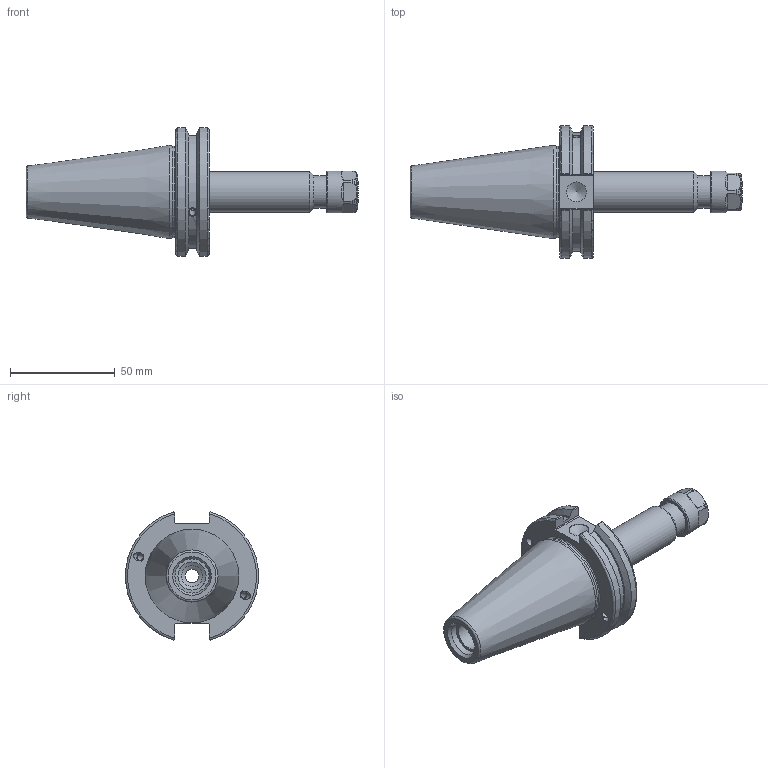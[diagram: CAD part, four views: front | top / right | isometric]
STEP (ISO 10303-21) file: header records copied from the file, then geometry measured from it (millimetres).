
FILE_DESCRIPTION(/* description */ ('','CAx-IF Rec.Pracs.---Representation and Presentation of Product Manufacturing Information (PMI)---4.0---2014-10-13'),/* implementation_level */ '2;1');
FILE_NAME(/* name */ 'TK020.stp',/* time_stamp */ '2025-02-26T10:11:50+09:00',/* author */ ('eos'),/* organization */ (''),/* preprocessor_version */ 'ST-DEVELOPER v20',/* originating_system */ 'Autodesk Inventor 2025',/* authorisation */ '');
FILE_SCHEMA (('AP242_MANAGED_MODEL_BASED_3D_ENGINEERING_MIM_LF { 1 0 10303 442 1 1 4 }'));
Length unit declared in the file: millimetre
Products named in the file (3): LO-CAT40ADB-SKA6-90; CAT50; SKN6-NUT
Assembly tree (2 placements, depth 2):
  LO-CAT40ADB-SKA6-90
    CAT50
    SKN6-NUT
Bounding box: 158.25 x 63.26 x 61.09 mm (x, y, z)
Volume: 116543 mm3; surface area: 28027.3 mm2
Topology: 2 solids, 2 shells, 136 faces, 363 edges, 235 vertices
Faces by surface type: plane 52, cylinder 41, cone 28, torus 15
Full cylindrical faces by diameter (mm): 3.242 x8, 4 x2, 4.2 x2, 6.401 x1, 8.2 x1, 9 x1, 9.525 x1, 10 x2, 13.386 x1, 15.5 x2, 15.8 x2, 16.3 x1, 19.5 x1, 20 x1, 43.6 x1
Entity records: 5467 total; most frequent: CARTESIAN_POINT 1451, DIRECTION 783, ORIENTED_EDGE 720, EDGE_CURVE 360, AXIS2_PLACEMENT_3D 322, VERTEX_POINT 235, STYLED_ITEM 155, EDGE_LOOP 155
